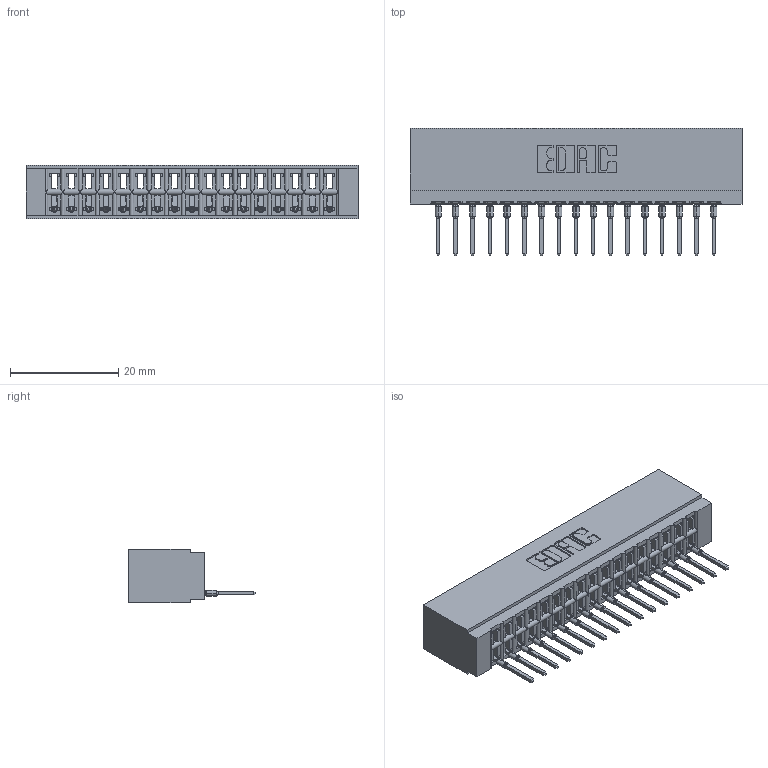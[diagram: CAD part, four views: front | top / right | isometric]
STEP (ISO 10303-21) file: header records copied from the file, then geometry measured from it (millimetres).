
FILE_DESCRIPTION (( 'STEP AP203' ), '1' );
FILE_NAME ('726-017-527-101.STEP', '2020-05-28T03:39:13', ( '' ), ( '' ), 'SwSTEP 2.0', 'SolidWorks 2020', '' );
FILE_SCHEMA (( 'CONFIG_CONTROL_DESIGN' ));
Length unit declared in the file: inch
Products named in the file (3): 746-292-001_527; 726-017-527-101; 726 Part_.515 Slot Depth - 01
Assembly tree (18 placements, depth 2):
  726-017-527-101
    726 Part_.515 Slot Depth - 01
    746-292-001_527  x17
Bounding box: 61.21 x 23.48 x 9.91 mm (x, y, z)
Volume: 5624.8 mm3; surface area: 8313.8 mm2
Topology: 18 solids, 18 shells, 1933 faces, 5482 edges, 3524 vertices
Faces by surface type: plane 1126, cylinder 365, bspline 340, torus 102
Entity records: 29221 total; most frequent: CARTESIAN_POINT 6118, ORIENTED_EDGE 5044, DIRECTION 4220, EDGE_CURVE 2522, VECTOR 2168, LINE 2168, VERTEX_POINT 1668, AXIS2_PLACEMENT_3D 1026
